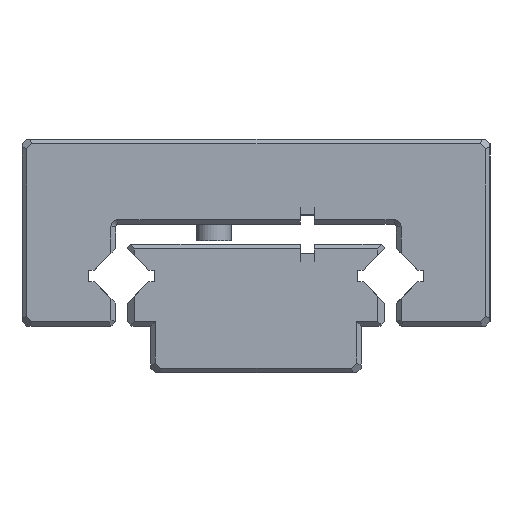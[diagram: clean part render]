
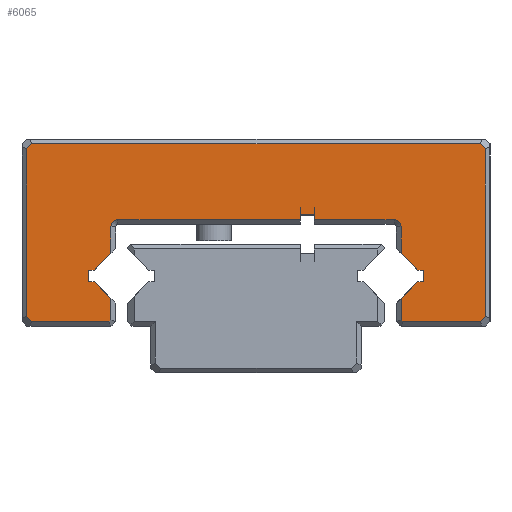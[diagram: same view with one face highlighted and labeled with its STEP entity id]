
A CAD part, left-side view. The second image highlights one B-rep face of the part: STEP entity #6065.
In plain terms, the highlighted planar face has unit normal (-1, 0, 0).
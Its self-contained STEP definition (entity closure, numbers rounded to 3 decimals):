
#4259=FACE_OUTER_BOUND('',#9642,.T.);
#5957=CIRCLE('',#38967,0.3);
#5958=CIRCLE('',#38968,0.3);
#6065=ADVANCED_FACE('',(#4259),#7839,.F.);
#7839=PLANE('',#38969);
#9642=EDGE_LOOP('',(#20925,#20926,#20927,#20928,#20929,#20930,#20931,#20932,
#20933,#20934,#20935,#20936,#20937,#20938,#20939,#20940,#20941,#20942,#20943,
#20944,#20945,#20946,#20947,#20948,#20949,#20950,#20951,#20952,#20953,#20954,
#20955,#20956));
#11851=LINE('',#50037,#16311);
#11852=LINE('',#50040,#16312);
#11853=LINE('',#50042,#16313);
#11854=LINE('',#50044,#16314);
#11855=LINE('',#50046,#16315);
#11856=LINE('',#50048,#16316);
#11857=LINE('',#50050,#16317);
#11858=LINE('',#50052,#16318);
#11859=LINE('',#50054,#16319);
#11860=LINE('',#50056,#16320);
#11861=LINE('',#50058,#16321);
#11862=LINE('',#50060,#16322);
#11863=LINE('',#50062,#16323);
#11864=LINE('',#50064,#16324);
#11865=LINE('',#50066,#16325);
#11866=LINE('',#50068,#16326);
#11867=LINE('',#50072,#16327);
#11868=LINE('',#50074,#16328);
#11869=LINE('',#50076,#16329);
#11870=LINE('',#50078,#16330);
#11871=LINE('',#50080,#16331);
#11872=LINE('',#50084,#16332);
#11873=LINE('',#50086,#16333);
#11874=LINE('',#50088,#16334);
#11875=LINE('',#50090,#16335);
#11876=LINE('',#50092,#16336);
#11877=LINE('',#50094,#16337);
#11878=LINE('',#50096,#16338);
#11879=LINE('',#50098,#16339);
#11880=LINE('',#50100,#16340);
#16311=VECTOR('',#41033,1.);
#16312=VECTOR('',#41034,1.);
#16313=VECTOR('',#41035,1.);
#16314=VECTOR('',#41036,1.);
#16315=VECTOR('',#41037,1.);
#16316=VECTOR('',#41038,1.);
#16317=VECTOR('',#41039,1.);
#16318=VECTOR('',#41040,1.);
#16319=VECTOR('',#41041,1.);
#16320=VECTOR('',#41042,1.);
#16321=VECTOR('',#41043,1.);
#16322=VECTOR('',#41044,1.);
#16323=VECTOR('',#41045,1.);
#16324=VECTOR('',#41046,1.);
#16325=VECTOR('',#41047,1.);
#16326=VECTOR('',#41048,1.);
#16327=VECTOR('',#41051,1.);
#16328=VECTOR('',#41052,1.);
#16329=VECTOR('',#41053,1.);
#16330=VECTOR('',#41054,1.);
#16331=VECTOR('',#41055,1.);
#16332=VECTOR('',#41058,1.);
#16333=VECTOR('',#41059,1.);
#16334=VECTOR('',#41060,1.);
#16335=VECTOR('',#41061,1.);
#16336=VECTOR('',#41062,1.);
#16337=VECTOR('',#41063,1.);
#16338=VECTOR('',#41064,1.);
#16339=VECTOR('',#41065,1.);
#16340=VECTOR('',#41066,1.);
#20925=ORIENTED_EDGE('',*,*,#34142,.T.);
#20926=ORIENTED_EDGE('',*,*,#34143,.T.);
#20927=ORIENTED_EDGE('',*,*,#34144,.T.);
#20928=ORIENTED_EDGE('',*,*,#34145,.T.);
#20929=ORIENTED_EDGE('',*,*,#34146,.T.);
#20930=ORIENTED_EDGE('',*,*,#34147,.T.);
#20931=ORIENTED_EDGE('',*,*,#34148,.T.);
#20932=ORIENTED_EDGE('',*,*,#34149,.T.);
#20933=ORIENTED_EDGE('',*,*,#34150,.T.);
#20934=ORIENTED_EDGE('',*,*,#34151,.T.);
#20935=ORIENTED_EDGE('',*,*,#34152,.F.);
#20936=ORIENTED_EDGE('',*,*,#34153,.F.);
#20937=ORIENTED_EDGE('',*,*,#34154,.F.);
#20938=ORIENTED_EDGE('',*,*,#34155,.F.);
#20939=ORIENTED_EDGE('',*,*,#34156,.F.);
#20940=ORIENTED_EDGE('',*,*,#34157,.T.);
#20941=ORIENTED_EDGE('',*,*,#34158,.T.);
#20942=ORIENTED_EDGE('',*,*,#34159,.T.);
#20943=ORIENTED_EDGE('',*,*,#34160,.F.);
#20944=ORIENTED_EDGE('',*,*,#34161,.F.);
#20945=ORIENTED_EDGE('',*,*,#34162,.T.);
#20946=ORIENTED_EDGE('',*,*,#34163,.T.);
#20947=ORIENTED_EDGE('',*,*,#34164,.T.);
#20948=ORIENTED_EDGE('',*,*,#34165,.T.);
#20949=ORIENTED_EDGE('',*,*,#34166,.F.);
#20950=ORIENTED_EDGE('',*,*,#34167,.F.);
#20951=ORIENTED_EDGE('',*,*,#34168,.F.);
#20952=ORIENTED_EDGE('',*,*,#34169,.F.);
#20953=ORIENTED_EDGE('',*,*,#34170,.F.);
#20954=ORIENTED_EDGE('',*,*,#34171,.T.);
#20955=ORIENTED_EDGE('',*,*,#34172,.T.);
#20956=ORIENTED_EDGE('',*,*,#34173,.T.);
#30823=VERTEX_POINT('',#50038);
#30824=VERTEX_POINT('',#50039);
#30825=VERTEX_POINT('',#50041);
#30826=VERTEX_POINT('',#50043);
#30827=VERTEX_POINT('',#50045);
#30828=VERTEX_POINT('',#50047);
#30829=VERTEX_POINT('',#50049);
#30830=VERTEX_POINT('',#50051);
#30831=VERTEX_POINT('',#50053);
#30832=VERTEX_POINT('',#50055);
#30833=VERTEX_POINT('',#50057);
#30834=VERTEX_POINT('',#50059);
#30835=VERTEX_POINT('',#50061);
#30836=VERTEX_POINT('',#50063);
#30837=VERTEX_POINT('',#50065);
#30838=VERTEX_POINT('',#50067);
#30839=VERTEX_POINT('',#50069);
#30840=VERTEX_POINT('',#50071);
#30841=VERTEX_POINT('',#50073);
#30842=VERTEX_POINT('',#50075);
#30843=VERTEX_POINT('',#50077);
#30844=VERTEX_POINT('',#50079);
#30845=VERTEX_POINT('',#50081);
#30846=VERTEX_POINT('',#50083);
#30847=VERTEX_POINT('',#50085);
#30848=VERTEX_POINT('',#50087);
#30849=VERTEX_POINT('',#50089);
#30850=VERTEX_POINT('',#50091);
#30851=VERTEX_POINT('',#50093);
#30852=VERTEX_POINT('',#50095);
#30853=VERTEX_POINT('',#50097);
#30854=VERTEX_POINT('',#50099);
#34142=EDGE_CURVE('',#30823,#30824,#11851,.T.);
#34143=EDGE_CURVE('',#30824,#30825,#11852,.T.);
#34144=EDGE_CURVE('',#30825,#30826,#11853,.T.);
#34145=EDGE_CURVE('',#30826,#30827,#11854,.T.);
#34146=EDGE_CURVE('',#30827,#30828,#11855,.T.);
#34147=EDGE_CURVE('',#30828,#30829,#11856,.T.);
#34148=EDGE_CURVE('',#30829,#30830,#11857,.T.);
#34149=EDGE_CURVE('',#30830,#30831,#11858,.T.);
#34150=EDGE_CURVE('',#30831,#30832,#11859,.T.);
#34151=EDGE_CURVE('',#30832,#30833,#11860,.T.);
#34152=EDGE_CURVE('',#30834,#30833,#11861,.T.);
#34153=EDGE_CURVE('',#30835,#30834,#11862,.T.);
#34154=EDGE_CURVE('',#30836,#30835,#11863,.T.);
#34155=EDGE_CURVE('',#30837,#30836,#11864,.T.);
#34156=EDGE_CURVE('',#30838,#30837,#11865,.T.);
#34157=EDGE_CURVE('',#30838,#30839,#11866,.T.);
#34158=EDGE_CURVE('',#30839,#30840,#5957,.T.);
#34159=EDGE_CURVE('',#30840,#30841,#11867,.T.);
#34160=EDGE_CURVE('',#30842,#30841,#11868,.T.);
#34161=EDGE_CURVE('',#30843,#30842,#11869,.T.);
#34162=EDGE_CURVE('',#30843,#30844,#11870,.T.);
#34163=EDGE_CURVE('',#30844,#30845,#11871,.T.);
#34164=EDGE_CURVE('',#30845,#30846,#5958,.T.);
#34165=EDGE_CURVE('',#30846,#30847,#11872,.T.);
#34166=EDGE_CURVE('',#30848,#30847,#11873,.T.);
#34167=EDGE_CURVE('',#30849,#30848,#11874,.T.);
#34168=EDGE_CURVE('',#30850,#30849,#11875,.T.);
#34169=EDGE_CURVE('',#30851,#30850,#11876,.T.);
#34170=EDGE_CURVE('',#30852,#30851,#11877,.T.);
#34171=EDGE_CURVE('',#30852,#30853,#11878,.T.);
#34172=EDGE_CURVE('',#30853,#30854,#11879,.T.);
#34173=EDGE_CURVE('',#30854,#30823,#11880,.T.);
#38967=AXIS2_PLACEMENT_3D('',#50070,#41049,#41050);
#38968=AXIS2_PLACEMENT_3D('',#50082,#41056,#41057);
#38969=AXIS2_PLACEMENT_3D('',#50101,#41067,#41068);
#41033=DIRECTION('',(0.,-0.707,0.707));
#41034=DIRECTION('',(0.,0.,1.));
#41035=DIRECTION('',(0.,0.707,0.707));
#41036=DIRECTION('',(0.,1.,0.));
#41037=DIRECTION('',(0.,0.707,-0.707));
#41038=DIRECTION('',(0.,0.,-1.));
#41039=DIRECTION('',(0.,-0.707,-0.707));
#41040=DIRECTION('',(0.,-1.,0.));
#41041=DIRECTION('',(0.,-0.707,0.707));
#41042=DIRECTION('',(0.,0.,1.));
#41043=DIRECTION('',(0.,-0.707,-0.707));
#41044=DIRECTION('',(0.,-1.,0.));
#41045=DIRECTION('',(0.,0.,-1.));
#41046=DIRECTION('',(0.,1.,0.));
#41047=DIRECTION('',(0.,0.707,-0.707));
#41048=DIRECTION('',(0.,0.,1.));
#41049=DIRECTION('',(1.,0.,0.));
#41050=DIRECTION('',(0.,0.,-1.));
#41051=DIRECTION('',(0.,-1.,0.));
#41052=DIRECTION('',(0.,0.,-1.));
#41053=DIRECTION('',(0.,1.,0.));
#41054=DIRECTION('',(0.,0.,-1.));
#41055=DIRECTION('',(0.,-1.,0.));
#41056=DIRECTION('',(1.,0.,0.));
#41057=DIRECTION('',(0.,0.,-1.));
#41058=DIRECTION('',(0.,0.,-1.));
#41059=DIRECTION('',(0.,0.707,0.707));
#41060=DIRECTION('',(0.,1.,0.));
#41061=DIRECTION('',(0.,0.,1.));
#41062=DIRECTION('',(0.,-1.,0.));
#41063=DIRECTION('',(0.,-0.707,0.707));
#41064=DIRECTION('',(0.,0.,-1.));
#41065=DIRECTION('',(0.,-0.707,-0.707));
#41066=DIRECTION('',(0.,-1.,0.));
#41067=DIRECTION('',(1.,0.,0.));
#41068=DIRECTION('',(0.,0.,1.));
#50037=CARTESIAN_POINT('',(-40.,-9.788,2.412));
#50038=CARTESIAN_POINT('',(-40.,-9.576,2.2));
#50039=CARTESIAN_POINT('',(-40.,-9.8,2.424));
#50040=CARTESIAN_POINT('',(-40.,-9.8,0.));
#50041=CARTESIAN_POINT('',(-40.,-9.8,9.576));
#50042=CARTESIAN_POINT('',(-40.,-9.588,9.788));
#50043=CARTESIAN_POINT('',(-40.,-9.576,9.8));
#50044=CARTESIAN_POINT('',(-40.,0.,9.8));
#50045=CARTESIAN_POINT('',(-40.,9.576,9.8));
#50046=CARTESIAN_POINT('',(-40.,9.788,9.588));
#50047=CARTESIAN_POINT('',(-40.,9.8,9.576));
#50048=CARTESIAN_POINT('',(-40.,9.8,0.));
#50049=CARTESIAN_POINT('',(-40.,9.8,2.424));
#50050=CARTESIAN_POINT('',(-40.,9.588,2.212));
#50051=CARTESIAN_POINT('',(-40.,9.576,2.2));
#50052=CARTESIAN_POINT('',(-40.,0.,2.2));
#50053=CARTESIAN_POINT('',(-40.,6.283,2.2));
#50054=CARTESIAN_POINT('',(-40.,6.141,2.341));
#50055=CARTESIAN_POINT('',(-40.,6.2,2.283));
#50056=CARTESIAN_POINT('',(-40.,6.2,0.));
#50057=CARTESIAN_POINT('',(-40.,6.2,3.186));
#50058=CARTESIAN_POINT('',(-40.,6.914,3.9));
#50059=CARTESIAN_POINT('',(-40.,6.914,3.9));
#50060=CARTESIAN_POINT('',(-40.,7.164,3.9));
#50061=CARTESIAN_POINT('',(-40.,7.164,3.9));
#50062=CARTESIAN_POINT('',(-40.,7.164,4.15));
#50063=CARTESIAN_POINT('',(-40.,7.164,4.4));
#50064=CARTESIAN_POINT('',(-40.,6.914,4.4));
#50065=CARTESIAN_POINT('',(-40.,6.914,4.4));
#50066=CARTESIAN_POINT('',(-40.,6.,5.314));
#50067=CARTESIAN_POINT('',(-40.,6.2,5.114));
#50068=CARTESIAN_POINT('',(-40.,6.2,0.));
#50069=CARTESIAN_POINT('',(-40.,6.2,6.25));
#50070=CARTESIAN_POINT('',(-40.,5.9,6.25));
#50071=CARTESIAN_POINT('',(-40.,5.9,6.55));
#50072=CARTESIAN_POINT('',(-40.,0.,6.55));
#50073=CARTESIAN_POINT('',(-40.,-1.9,6.55));
#50074=CARTESIAN_POINT('',(-40.,-1.9,0.));
#50075=CARTESIAN_POINT('',(-40.,-1.9,6.773));
#50076=CARTESIAN_POINT('',(-40.,0.,6.773));
#50077=CARTESIAN_POINT('',(-40.,-2.5,6.773));
#50078=CARTESIAN_POINT('',(-40.,-2.5,0.));
#50079=CARTESIAN_POINT('',(-40.,-2.5,6.55));
#50080=CARTESIAN_POINT('',(-40.,0.,6.55));
#50081=CARTESIAN_POINT('',(-40.,-5.9,6.55));
#50082=CARTESIAN_POINT('',(-40.,-5.9,6.25));
#50083=CARTESIAN_POINT('',(-40.,-6.2,6.25));
#50084=CARTESIAN_POINT('',(-40.,-6.2,0.));
#50085=CARTESIAN_POINT('',(-40.,-6.2,5.114));
#50086=CARTESIAN_POINT('',(-40.,-6.914,4.4));
#50087=CARTESIAN_POINT('',(-40.,-6.914,4.4));
#50088=CARTESIAN_POINT('',(-40.,-7.164,4.4));
#50089=CARTESIAN_POINT('',(-40.,-7.164,4.4));
#50090=CARTESIAN_POINT('',(-40.,-7.164,4.15));
#50091=CARTESIAN_POINT('',(-40.,-7.164,3.9));
#50092=CARTESIAN_POINT('',(-40.,-6.914,3.9));
#50093=CARTESIAN_POINT('',(-40.,-6.914,3.9));
#50094=CARTESIAN_POINT('',(-40.,-6.,2.986));
#50095=CARTESIAN_POINT('',(-40.,-6.2,3.186));
#50096=CARTESIAN_POINT('',(-40.,-6.2,0.));
#50097=CARTESIAN_POINT('',(-40.,-6.2,2.283));
#50098=CARTESIAN_POINT('',(-40.,-6.341,2.141));
#50099=CARTESIAN_POINT('',(-40.,-6.283,2.2));
#50100=CARTESIAN_POINT('',(-40.,0.,2.2));
#50101=CARTESIAN_POINT('',(-40.,0.,0.));
